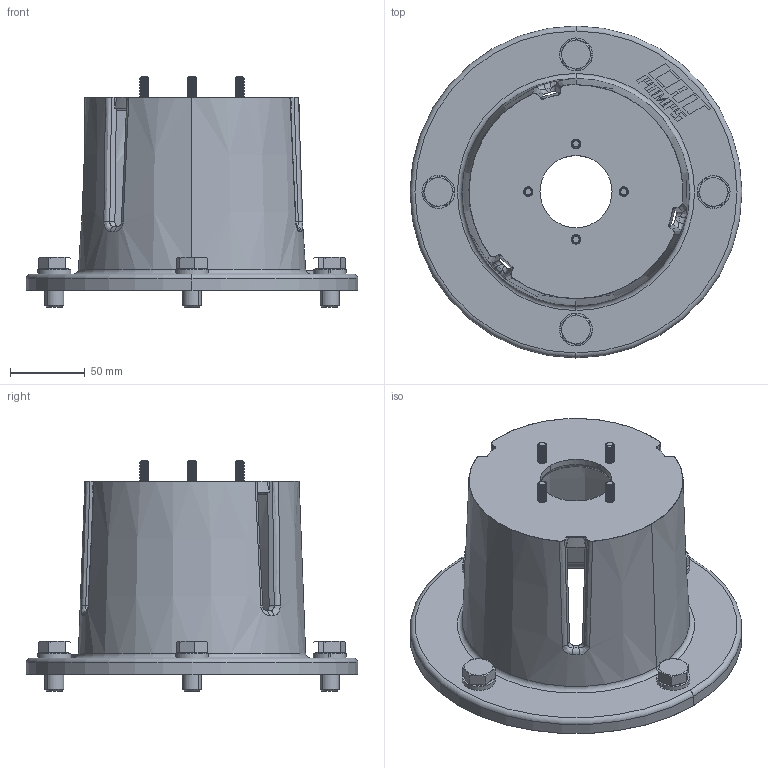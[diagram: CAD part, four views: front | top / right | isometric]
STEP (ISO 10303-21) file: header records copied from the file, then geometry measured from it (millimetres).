
FILE_DESCRIPTION (( 'STEP AP203' ), '1' );
FILE_NAME ('76184.3FR.STEP', '2018-05-11T17:07:08', ( 'IT' ), ( 'Microsoft' ), 'SwSTEP 2.0', 'SolidWorks 2018', '' );
FILE_SCHEMA (( 'CONFIG_CONTROL_DESIGN' ));
Length unit declared in the file: inch
Products named in the file (1): 76184.3FR
Bounding box: 222.25 x 222.25 x 154.29 mm (x, y, z)
Surface area: 190008.2 mm2 (no closed solid volume)
Topology: 0 solids, 21 shells, 606 faces, 1771 edges, 1158 vertices
Faces by surface type: cylinder 323, plane 131, cone 66, bspline 45, torus 41
Entity records: 28331 total; most frequent: CARTESIAN_POINT 14441, ORIENTED_EDGE 3017, DIRECTION 2530, EDGE_CURVE 1771, VERTEX_POINT 1158, AXIS2_PLACEMENT_3D 920, LINE 690, VECTOR 690
